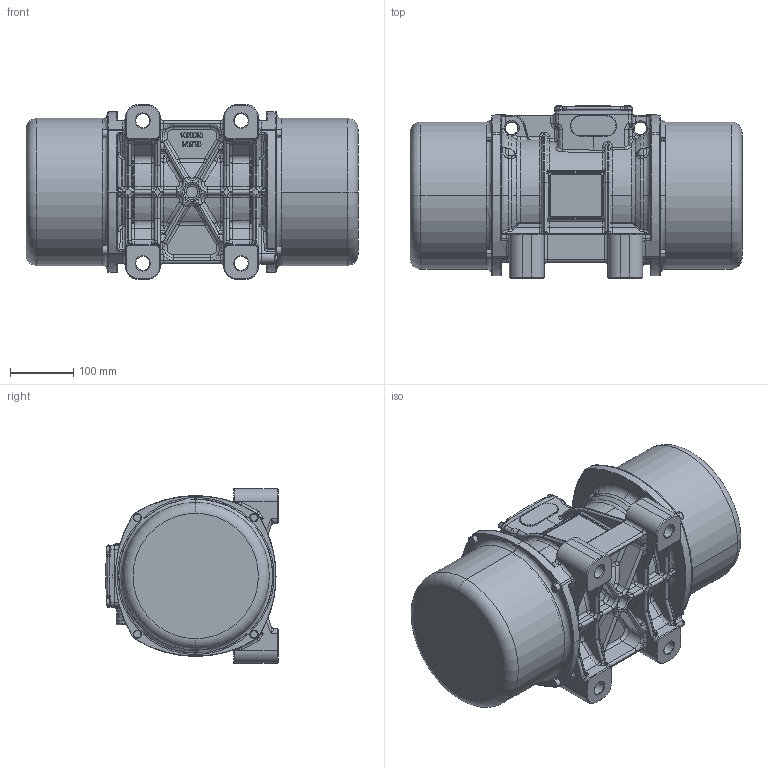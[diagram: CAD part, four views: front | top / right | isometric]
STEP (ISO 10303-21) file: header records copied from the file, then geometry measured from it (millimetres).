
FILE_DESCRIPTION (( 'STEP AP214' ), '1' );
FILE_NAME ('NEG 252370 50-60Hz.STEP', '2022-08-19T07:49:57', ( '' ), ( '' ), 'SwSTEP 2.0', 'SolidWorks 2015', '' );
FILE_SCHEMA (( 'AUTOMOTIVE_DESIGN' ));
Products named in the file (1): NEG 252370 50-60Hz
Bounding box: 523 x 271.68 x 275 mm (x, y, z)
Volume: 19610385.6 mm3; surface area: 1270288 mm2
Topology: 6 solids, 6 shells, 2659 faces, 6277 edges, 3592 vertices
Faces by surface type: bspline 1153, cylinder 647, plane 446, torus 224, cone 151, sphere 38
Entity records: 134634 total; most frequent: CARTESIAN_POINT 82033, ORIENTED_EDGE 12300, DIRECTION 9388, EDGE_CURVE 6150, AXIS2_PLACEMENT_3D 3791, VERTEX_POINT 3592, EDGE_LOOP 2766, ADVANCED_FACE 2659
